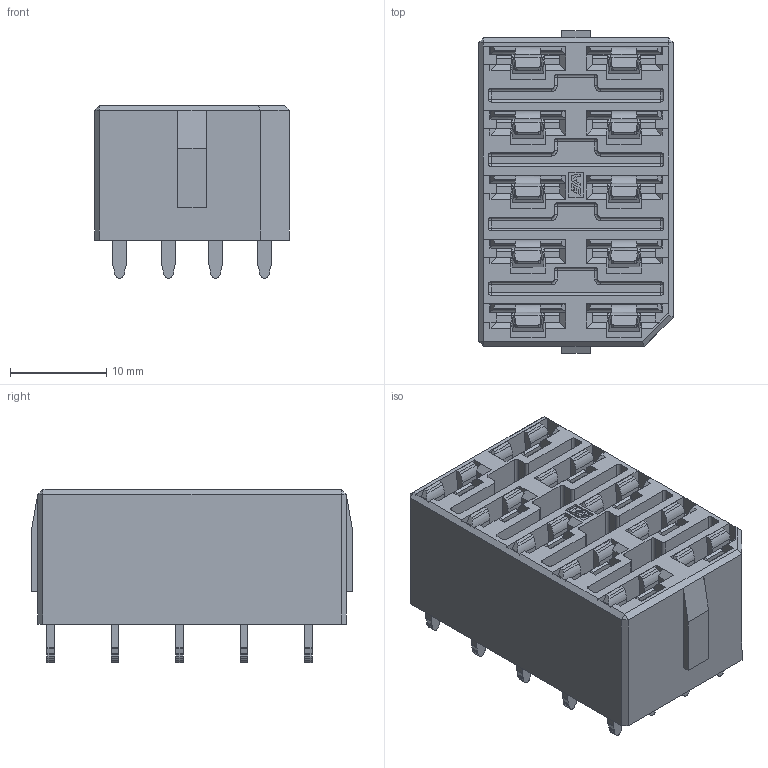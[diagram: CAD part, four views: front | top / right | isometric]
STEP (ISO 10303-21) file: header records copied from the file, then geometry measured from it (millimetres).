
FILE_DESCRIPTION (( 'STEP AP203' ), '1' );
FILE_NAME ('S96014-D01.STEP', '2025-03-13T07:45:36', ( '' ), ( '' ), 'SwSTEP 2.0', 'SolidWorks 2023', '' );
FILE_SCHEMA (( 'CONFIG_CONTROL_DESIGN' ));
Length unit declared in the file: millimetre
Products named in the file (3): K91167-F; K96014_50697; S96014-D01
Assembly tree (11 placements, depth 2):
  S96014-D01
    K96014_50697
    K91167-F  x10
Bounding box: 20.25 x 33.5 x 18 mm (x, y, z)
Volume: 5592.3 mm3; surface area: 11079.9 mm2
Topology: 11 solids, 11 shells, 1545 faces, 4362 edges, 2841 vertices
Faces by surface type: plane 955, cylinder 502, bspline 56, sphere 24, torus 8
Entity records: 27333 total; most frequent: CARTESIAN_POINT 8072, ORIENTED_EDGE 4068, DIRECTION 3576, EDGE_CURVE 2034, LINE 1642, VECTOR 1642, VERTEX_POINT 1311, AXIS2_PLACEMENT_3D 967
